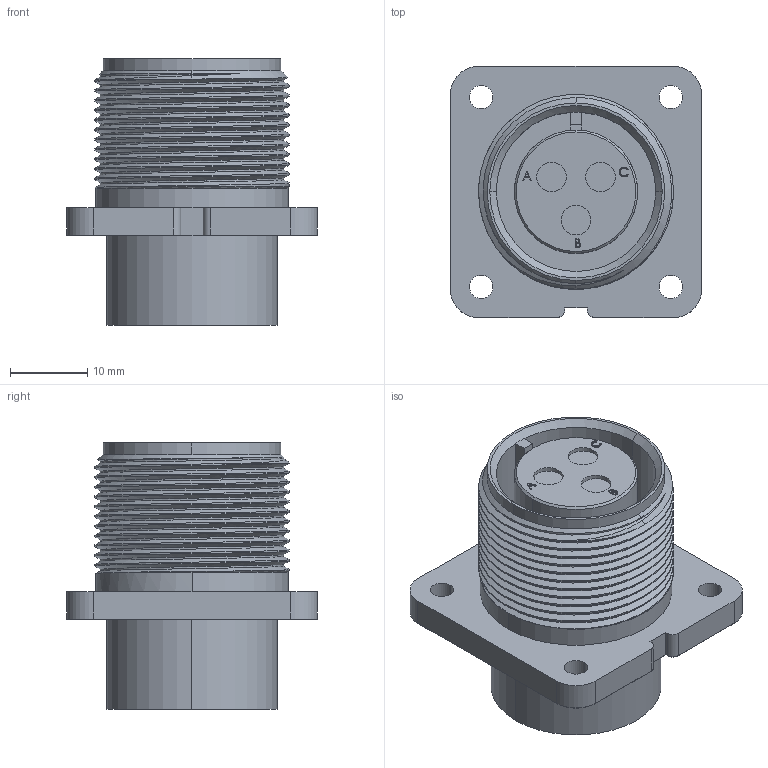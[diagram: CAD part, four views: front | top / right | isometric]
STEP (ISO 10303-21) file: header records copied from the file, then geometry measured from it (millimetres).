
FILE_DESCRIPTION (( 'STEP AP214' ), '1' );
FILE_NAME ('CXC3102A1610S.STEP', '2017-12-21T17:51:24', ( '' ), ( '' ), 'SwSTEP 2.0', 'SolidWorks 2017', '' );
FILE_SCHEMA (( 'AUTOMOTIVE_DESIGN' ));
Length unit declared in the file: inch
Products named in the file (1): CXC3102A1610S
Bounding box: 32.54 x 32.54 x 34.54 mm (x, y, z)
Volume: 12712.2 mm3; surface area: 8413.6 mm2
Topology: 1 solids, 1 shells, 217 faces, 568 edges, 374 vertices
Faces by surface type: plane 94, cylinder 71, bspline 42, cone 10
Entity records: 10985 total; most frequent: CARTESIAN_POINT 5949, ORIENTED_EDGE 1130, DIRECTION 885, EDGE_CURVE 565, VERTEX_POINT 374, LINE 317, VECTOR 317, AXIS2_PLACEMENT_3D 284
